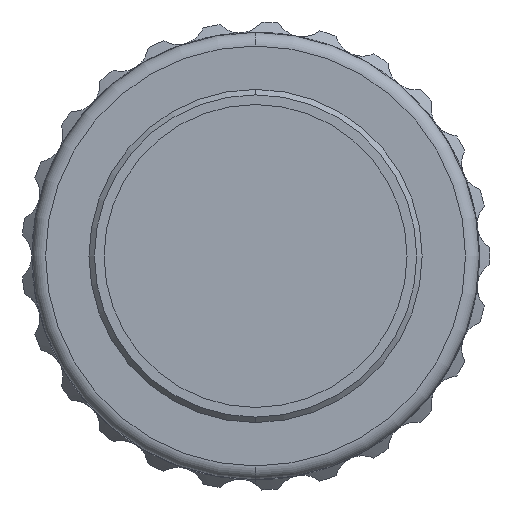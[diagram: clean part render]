
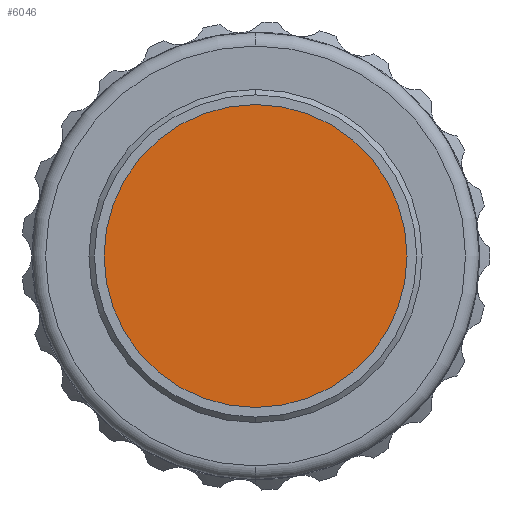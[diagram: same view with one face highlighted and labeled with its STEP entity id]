
A CAD part, left-side view. The second image highlights one B-rep face of the part: STEP entity #6046.
In plain terms, the highlighted planar face has unit normal (-1, 0, 0).
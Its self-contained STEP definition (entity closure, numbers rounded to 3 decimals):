
#6046 = ADVANCED_FACE ( 'NONE', ( #23285 ), #39391, .T. ) ;
#6862 = DIRECTION ( 'NONE',  ( -1., 0., 0. ) ) ;
#12093 = ORIENTED_EDGE ( 'NONE', *, *, #42867, .T. ) ;
#13850 = AXIS2_PLACEMENT_3D ( 'NONE', #47875, #6862, #23559 ) ;
#13878 = DIRECTION ( 'NONE',  ( 0., 0., 1. ) ) ;
#14140 = DIRECTION ( 'NONE',  ( -1., 0., 0. ) ) ;
#16038 = DIRECTION ( 'NONE',  ( 0., 0., 1. ) ) ;
#19187 = CARTESIAN_POINT ( 'NONE',  ( 1., 0., -11. ) ) ;
#21956 = VERTEX_POINT ( 'NONE', #19187 ) ;
#23285 = FACE_OUTER_BOUND ( 'NONE', #34731, .T. ) ;
#23559 = DIRECTION ( 'NONE',  ( 0., 0., 1. ) ) ;
#26627 = AXIS2_PLACEMENT_3D ( 'NONE', #42606, #14140, #13878 ) ;
#28068 = CARTESIAN_POINT ( 'NONE',  ( 1., 0., 0. ) ) ;
#29277 = AXIS2_PLACEMENT_3D ( 'NONE', #28068, #44202, #16038 ) ;
#31261 = ORIENTED_EDGE ( 'NONE', *, *, #37902, .T. ) ;
#34596 = CIRCLE ( 'NONE', #26627, 11. ) ;
#34731 = EDGE_LOOP ( 'NONE', ( #12093, #31261 ) ) ;
#37902 = EDGE_CURVE ( 'NONE', #21956, #47488, #34596, .T. ) ;
#39391 = PLANE ( 'NONE',  #13850 ) ;
#41950 = CARTESIAN_POINT ( 'NONE',  ( 1., 0., 11. ) ) ;
#42606 = CARTESIAN_POINT ( 'NONE',  ( 1., 0., 0. ) ) ;
#42867 = EDGE_CURVE ( 'NONE', #47488, #21956, #46742, .T. ) ;
#44202 = DIRECTION ( 'NONE',  ( -1., 0., 0. ) ) ;
#46742 = CIRCLE ( 'NONE', #29277, 11. ) ;
#47488 = VERTEX_POINT ( 'NONE', #41950 ) ;
#47875 = CARTESIAN_POINT ( 'NONE',  ( 1., 0., 0. ) ) ;
